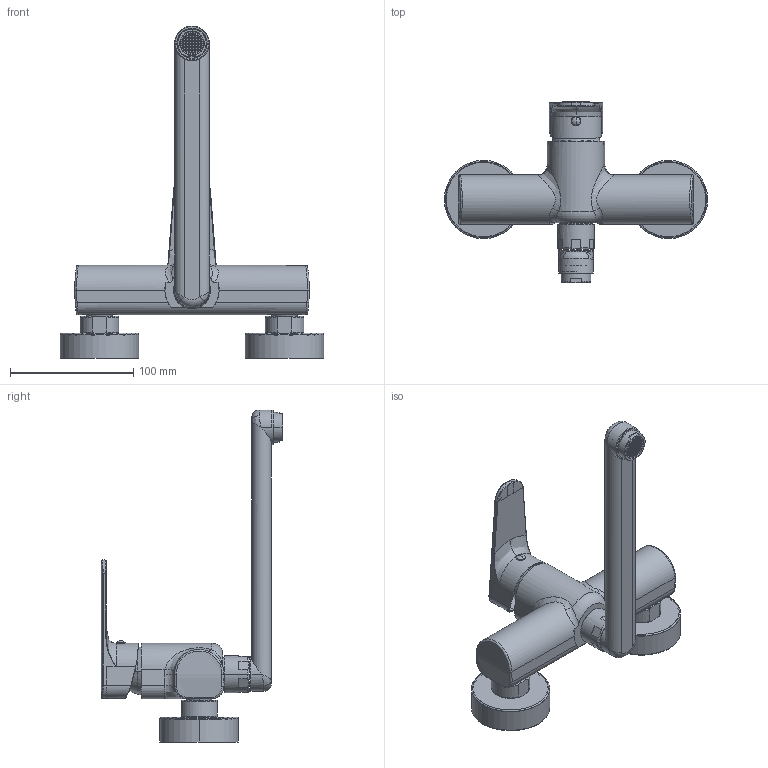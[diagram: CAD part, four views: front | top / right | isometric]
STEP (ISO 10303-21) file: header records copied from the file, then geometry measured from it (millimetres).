
FILE_DESCRIPTION((''),'2;1');
FILE_NAME('SY161CR','2021-11-09T09:32:58',('ut3'),('PAFFONI SpA'),'CREO PARAMETRIC BY PTC INC, 2020044','CREO PARAMETRIC BY PTC INC, 2020044','');
FILE_SCHEMA(('CONFIG_CONTROL_DESIGN','SHAPE_APPEARANCE_LAYERS_GROUPS'));
Products named in the file (1): SY161CR
Bounding box: 213.5 x 147 x 269 mm (x, y, z)
Volume: 218446.6 mm3; surface area: 182087.8 mm2
Topology: 4 solids, 4 shells, 3016 faces, 8523 edges, 5535 vertices
Faces by surface type: plane 2214, cylinder 460, torus 139, cone 104, bspline 85, sphere 12, extrusion 2
Entity records: 123311 total; most frequent: CARTESIAN_POINT 31362, ORIENTED_EDGE 17010, DIRECTION 16044, EDGE_CURVE 8505, VERTEX_POINT 5535, VECTOR 5474, LINE 5472, AXIS2_PLACEMENT_3D 5285
